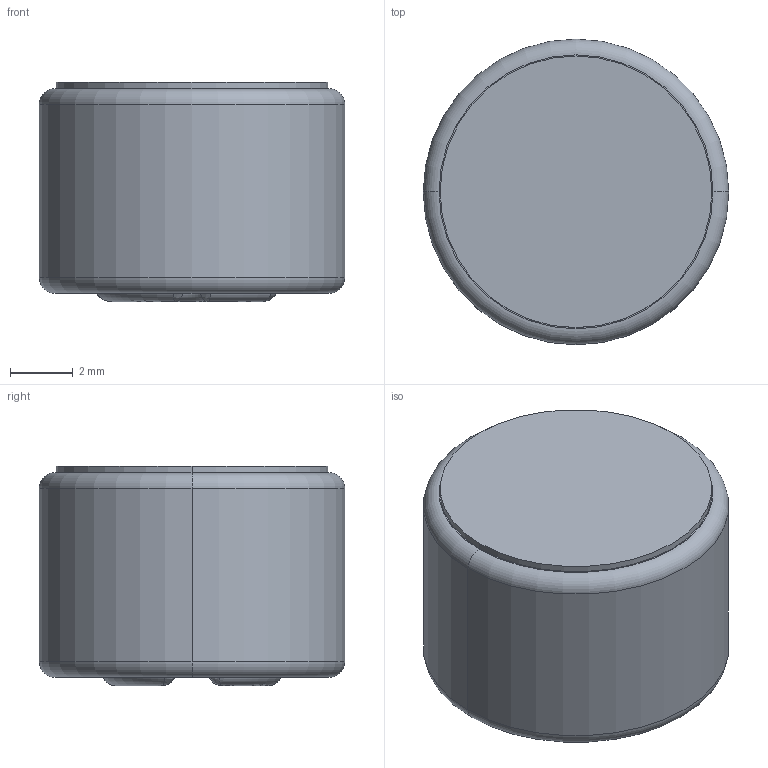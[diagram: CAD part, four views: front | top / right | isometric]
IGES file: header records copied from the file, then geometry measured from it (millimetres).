
Global section: file name: No Iges File Name specified; native system: Autodesk Inventor 2011; preprocessor: AutoDesk Inventor Iges Exporter R2011; author: Dunn; date: 20120110.161417; units: millimetre
Bounding box: 9.7 x 9.7 x 6.96 mm (x, y, z)
Volume: 487 mm3; surface area: 350.2 mm2
Topology: 1 solids, 1 shells, 75 faces, 182 edges, 110 vertices
Faces by surface type: cylinder 24, plane 21, torus 14, bspline 12, revolution 4
